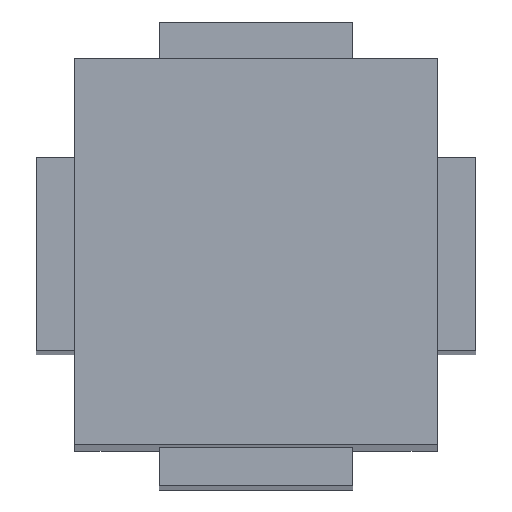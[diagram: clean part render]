
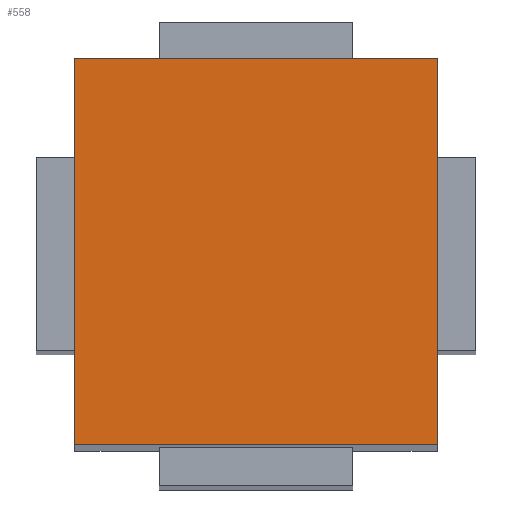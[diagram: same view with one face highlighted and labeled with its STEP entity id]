
A CAD part, top view. The second image highlights one B-rep face of the part: STEP entity #558.
In plain terms, the highlighted planar face has unit normal (0, 0, 1).
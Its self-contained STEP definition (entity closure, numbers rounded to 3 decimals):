
#60=FACE_OUTER_BOUND('',#92,.T.);
#92=EDGE_LOOP('',(#470,#471,#472,#473));
#138=LINE('',#865,#202);
#157=LINE('',#914,#221);
#158=LINE('',#915,#222);
#159=LINE('',#916,#223);
#202=VECTOR('',#700,10.);
#221=VECTOR('',#749,10.);
#222=VECTOR('',#750,10.);
#223=VECTOR('',#751,10.);
#265=VERTEX_POINT('',#862);
#266=VERTEX_POINT('',#864);
#280=VERTEX_POINT('',#912);
#281=VERTEX_POINT('',#913);
#328=EDGE_CURVE('',#266,#265,#138,.T.);
#352=EDGE_CURVE('',#280,#281,#157,.T.);
#353=EDGE_CURVE('',#281,#266,#158,.T.);
#354=EDGE_CURVE('',#265,#280,#159,.T.);
#470=ORIENTED_EDGE('',*,*,#352,.T.);
#471=ORIENTED_EDGE('',*,*,#353,.T.);
#472=ORIENTED_EDGE('',*,*,#328,.T.);
#473=ORIENTED_EDGE('',*,*,#354,.T.);
#535=PLANE('',#617);
#558=ADVANCED_FACE('',(#60),#535,.T.);
#617=AXIS2_PLACEMENT_3D('',#911,#747,#748);
#700=DIRECTION('',(0.,1.,0.));
#747=DIRECTION('center_axis',(0.,0.,1.));
#748=DIRECTION('ref_axis',(1.,0.,0.));
#749=DIRECTION('',(0.,-1.,0.));
#750=DIRECTION('',(1.,0.,0.));
#751=DIRECTION('',(-1.,0.,0.));
#862=CARTESIAN_POINT('',(37.5,40.,700.));
#864=CARTESIAN_POINT('',(37.5,-40.,700.));
#865=CARTESIAN_POINT('',(37.5,-40.,700.));
#911=CARTESIAN_POINT('Origin',(0.,0.,
700.));
#912=CARTESIAN_POINT('',(-37.5,40.,700.));
#913=CARTESIAN_POINT('',(-37.5,-40.,700.));
#914=CARTESIAN_POINT('',(-37.5,40.,700.));
#915=CARTESIAN_POINT('',(-37.5,-40.,700.));
#916=CARTESIAN_POINT('',(37.5,40.,700.));
